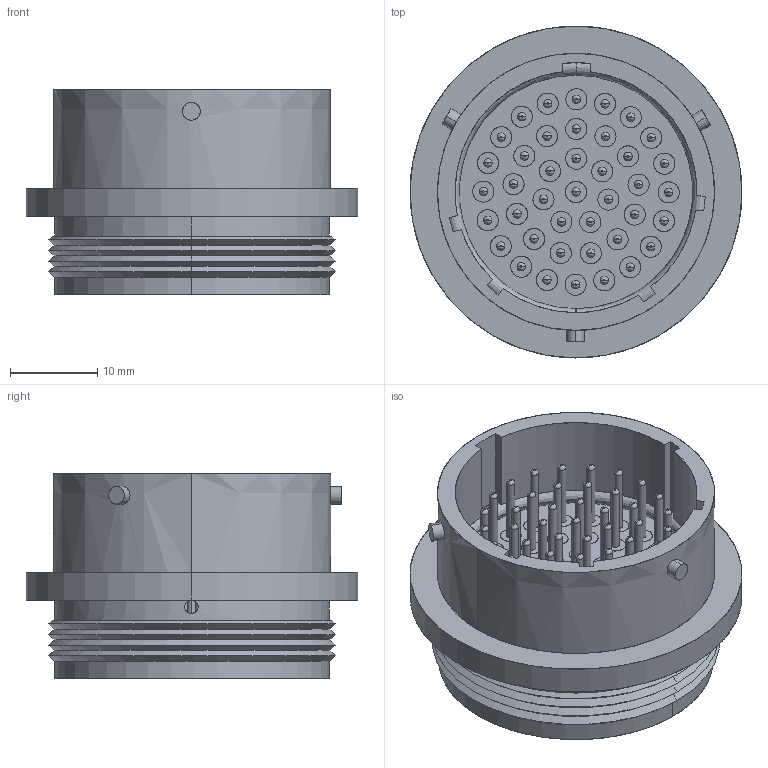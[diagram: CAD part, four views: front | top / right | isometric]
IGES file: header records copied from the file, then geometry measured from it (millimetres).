
Start section: SolidWorks IGES file using analytic representation for surfaces
Global section: file name: 24014-01-W.IGS; native system: SolidWorks 2012; preprocessor: SolidWorks 2012; author: lee sanders; date: 131021.155305; units: inch
Bounding box: 37.97 x 37.97 x 23.55 mm (x, y, z)
Surface area: 12553.8 mm2 (no closed solid volume)
Topology: 0 solids, 0 shells, 769 faces, 11908 edges, 11908 vertices
Faces by surface type: revolution 396, bspline 373
